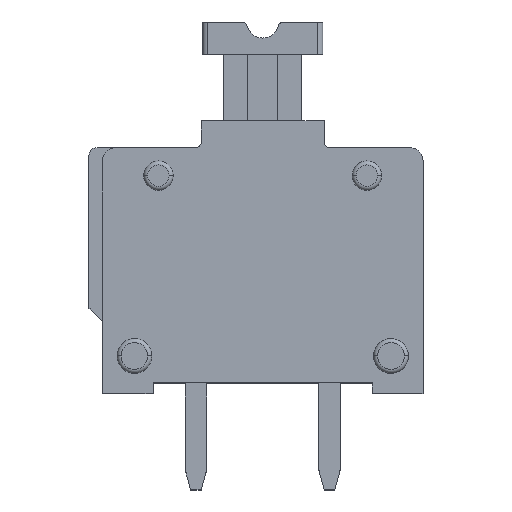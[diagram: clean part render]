
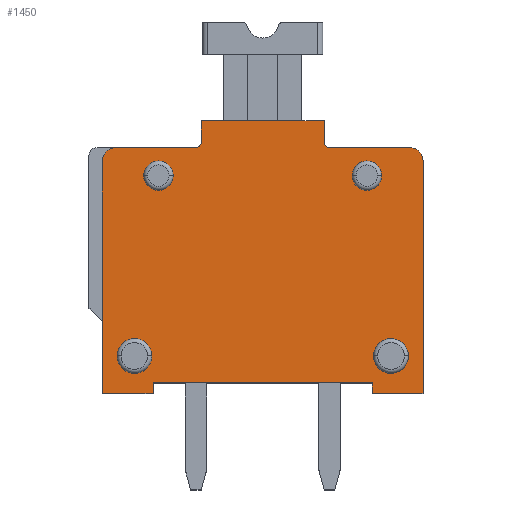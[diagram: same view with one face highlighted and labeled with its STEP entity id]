
A CAD part, top view. The second image highlights one B-rep face of the part: STEP entity #1450.
In plain terms, the highlighted planar face has unit normal (0, 0, 1).
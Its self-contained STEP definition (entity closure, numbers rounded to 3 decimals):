
#1450=ADVANCED_FACE('',(#2957,#2958,#2959,#2960,#2961),#2962,.T.);
#2957=FACE_OUTER_BOUND('',#4502,.T.);
#2958=FACE_BOUND('',#4503,.T.);
#2959=FACE_BOUND('',#4504,.T.);
#2960=FACE_BOUND('',#4505,.T.);
#2961=FACE_BOUND('',#4506,.T.);
#2962=PLANE('',#4507);
#4502=EDGE_LOOP('',(#8996,#8997,#8998,#8999,#9000,#9001,#9002,#9003,#9004,#9005,#9006,#9007,#9008,#9009,#9010,#9011));
#4503=EDGE_LOOP('',(#9012,#9013));
#4504=EDGE_LOOP('',(#9014,#9015));
#4505=EDGE_LOOP('',(#9016,#9017));
#4506=EDGE_LOOP('',(#9018,#9019));
#4507=AXIS2_PLACEMENT_3D('',#9020,#9021,#9022);
#8996=ORIENTED_EDGE('',*,*,#10989,.T.);
#8997=ORIENTED_EDGE('',*,*,#10997,.T.);
#8998=ORIENTED_EDGE('',*,*,#11095,.F.);
#8999=ORIENTED_EDGE('',*,*,#10951,.F.);
#9000=ORIENTED_EDGE('',*,*,#11067,.F.);
#9001=ORIENTED_EDGE('',*,*,#11022,.T.);
#9002=ORIENTED_EDGE('',*,*,#11136,.F.);
#9003=ORIENTED_EDGE('',*,*,#11137,.F.);
#9004=ORIENTED_EDGE('',*,*,#11138,.T.);
#9005=ORIENTED_EDGE('',*,*,#11092,.T.);
#9006=ORIENTED_EDGE('',*,*,#11139,.T.);
#9007=ORIENTED_EDGE('',*,*,#11140,.T.);
#9008=ORIENTED_EDGE('',*,*,#11141,.T.);
#9009=ORIENTED_EDGE('',*,*,#11142,.F.);
#9010=ORIENTED_EDGE('',*,*,#11143,.T.);
#9011=ORIENTED_EDGE('',*,*,#11069,.F.);
#9012=ORIENTED_EDGE('',*,*,#11055,.F.);
#9013=ORIENTED_EDGE('',*,*,#10918,.F.);
#9014=ORIENTED_EDGE('',*,*,#11017,.F.);
#9015=ORIENTED_EDGE('',*,*,#10933,.F.);
#9016=ORIENTED_EDGE('',*,*,#11144,.F.);
#9017=ORIENTED_EDGE('',*,*,#10897,.F.);
#9018=ORIENTED_EDGE('',*,*,#11019,.F.);
#9019=ORIENTED_EDGE('',*,*,#10928,.F.);
#9020=CARTESIAN_POINT('',(5.954,7.756,11.16));
#9021=DIRECTION('',(0.0,0.0,1.0));
#9022=DIRECTION('',(1.0,0.0,0.0));
#10897=EDGE_CURVE('',#13513,#13509,#13515,.T.);
#10918=EDGE_CURVE('',#13549,#13545,#13551,.T.);
#10928=EDGE_CURVE('',#13563,#13560,#13565,.T.);
#10933=EDGE_CURVE('',#13570,#13567,#13572,.T.);
#10951=EDGE_CURVE('',#13600,#13596,#13602,.T.);
#10989=EDGE_CURVE('',#13664,#13670,#13672,.T.);
#10997=EDGE_CURVE('',#13670,#13683,#13685,.T.);
#11017=EDGE_CURVE('',#13567,#13570,#13714,.T.);
#11019=EDGE_CURVE('',#13560,#13563,#13716,.T.);
#11022=EDGE_CURVE('',#13720,#13718,#13721,.T.);
#11055=EDGE_CURVE('',#13545,#13549,#13772,.T.);
#11067=EDGE_CURVE('',#13720,#13600,#13792,.T.);
#11069=EDGE_CURVE('',#13664,#13794,#13795,.T.);
#11092=EDGE_CURVE('',#13827,#13825,#13828,.T.);
#11095=EDGE_CURVE('',#13596,#13683,#13831,.T.);
#11136=EDGE_CURVE('',#13887,#13718,#13888,.T.);
#11137=EDGE_CURVE('',#13889,#13887,#13890,.T.);
#11138=EDGE_CURVE('',#13889,#13827,#13891,.T.);
#11139=EDGE_CURVE('',#13825,#13892,#13893,.T.);
#11140=EDGE_CURVE('',#13892,#13894,#13895,.T.);
#11141=EDGE_CURVE('',#13894,#13896,#13897,.T.);
#11142=EDGE_CURVE('',#13898,#13896,#13899,.T.);
#11143=EDGE_CURVE('',#13898,#13794,#13900,.T.);
#11144=EDGE_CURVE('',#13509,#13513,#13901,.T.);
#13509=VERTEX_POINT('',#17362);
#13513=VERTEX_POINT('',#17367);
#13515=CIRCLE('',#17370,0.65);
#13545=VERTEX_POINT('',#17402);
#13549=VERTEX_POINT('',#17407);
#13551=CIRCLE('',#17410,0.65);
#13560=VERTEX_POINT('',#17419);
#13563=VERTEX_POINT('',#17423);
#13565=CIRCLE('',#17426,0.55);
#13567=VERTEX_POINT('',#17428);
#13570=VERTEX_POINT('',#17432);
#13572=CIRCLE('',#17435,0.55);
#13596=VERTEX_POINT('',#17469);
#13600=VERTEX_POINT('',#17475);
#13602=LINE('',#17478,#17479);
#13664=VERTEX_POINT('',#17566);
#13670=VERTEX_POINT('',#17575);
#13672=LINE('',#17578,#17579);
#13683=VERTEX_POINT('',#17594);
#13685=LINE('',#17597,#17598);
#13714=CIRCLE('',#17637,0.55);
#13716=CIRCLE('',#17639,0.55);
#13718=VERTEX_POINT('',#17641);
#13720=VERTEX_POINT('',#17644);
#13721=LINE('',#17645,#17646);
#13772=CIRCLE('',#17719,0.65);
#13792=LINE('',#17745,#17746);
#13794=VERTEX_POINT('',#17748);
#13795=CIRCLE('',#17749,0.5);
#13825=VERTEX_POINT('',#17788);
#13827=VERTEX_POINT('',#17791);
#13828=CIRCLE('',#17792,0.2);
#13831=LINE('',#17796,#17797);
#13887=VERTEX_POINT('',#17878);
#13888=LINE('',#17879,#17880);
#13889=VERTEX_POINT('',#17881);
#13890=CIRCLE('',#17882,0.5);
#13891=LINE('',#17883,#17884);
#13892=VERTEX_POINT('',#17885);
#13893=LINE('',#17886,#17887);
#13894=VERTEX_POINT('',#17888);
#13895=LINE('',#17889,#17890);
#13896=VERTEX_POINT('',#17891);
#13897=LINE('',#17892,#17893);
#13898=VERTEX_POINT('',#17894);
#13899=CIRCLE('',#17895,0.2);
#13900=LINE('',#17896,#17897);
#13901=CIRCLE('',#17898,0.65);
#17362=CARTESIAN_POINT('',(1.85,1.4,11.16));
#17367=CARTESIAN_POINT('',(0.55,1.4,11.16));
#17370=AXIS2_PLACEMENT_3D('',#19383,#19384,#19385);
#17402=CARTESIAN_POINT('',(11.45,1.4,11.16));
#17407=CARTESIAN_POINT('',(10.15,1.4,11.16));
#17410=AXIS2_PLACEMENT_3D('',#19426,#19427,#19428);
#17419=CARTESIAN_POINT('',(2.65,8.15,11.16));
#17423=CARTESIAN_POINT('',(1.55,8.15,11.16));
#17426=AXIS2_PLACEMENT_3D('',#19446,#19447,#19448);
#17428=CARTESIAN_POINT('',(10.45,8.15,11.16));
#17432=CARTESIAN_POINT('',(9.35,8.15,11.16));
#17435=AXIS2_PLACEMENT_3D('',#19454,#19455,#19456);
#17469=CARTESIAN_POINT('',(1.9,0.4,11.16));
#17475=CARTESIAN_POINT('',(10.1,0.4,11.16));
#17478=CARTESIAN_POINT('',(7.771,0.4,11.16));
#17479=VECTOR('',#19470,1000.0);
#17566=CARTESIAN_POINT('',(0.,8.7,11.16));
#17575=CARTESIAN_POINT('',(0.,0.,11.16));
#17578=CARTESIAN_POINT('',(0.,7.285,11.16));
#17579=VECTOR('',#19518,1000.0);
#17594=CARTESIAN_POINT('',(1.9,0.,11.16));
#17597=CARTESIAN_POINT('',(7.771,0.,11.16));
#17598=VECTOR('',#19524,1000.0);
#17637=AXIS2_PLACEMENT_3D('',#19547,#19548,#19549);
#17639=AXIS2_PLACEMENT_3D('',#19550,#19551,#19552);
#17641=CARTESIAN_POINT('',(12.0,0.,11.16));
#17644=CARTESIAN_POINT('',(10.1,0.,11.16));
#17645=CARTESIAN_POINT('',(7.771,0.,11.16));
#17646=VECTOR('',#19554,1000.0);
#17719=AXIS2_PLACEMENT_3D('',#19580,#19581,#19582);
#17745=CARTESIAN_POINT('',(10.1,7.285,11.16));
#17746=VECTOR('',#19595,1000.0);
#17748=CARTESIAN_POINT('',(0.5,9.2,11.16));
#17749=AXIS2_PLACEMENT_3D('',#19596,#19597,#19598);
#17788=CARTESIAN_POINT('',(8.3,9.4,11.16));
#17791=CARTESIAN_POINT('',(8.5,9.2,11.16));
#17792=AXIS2_PLACEMENT_3D('',#19627,#19628,#19629);
#17796=CARTESIAN_POINT('',(1.9,7.285,11.16));
#17797=VECTOR('',#19631,1000.0);
#17878=CARTESIAN_POINT('',(12.0,8.7,11.16));
#17879=CARTESIAN_POINT('',(12.0,7.285,11.16));
#17880=VECTOR('',#19672,1000.0);
#17881=CARTESIAN_POINT('',(11.5,9.2,11.16));
#17882=AXIS2_PLACEMENT_3D('',#19673,#19674,#19675);
#17883=CARTESIAN_POINT('',(7.771,9.2,11.16));
#17884=VECTOR('',#19676,1000.0);
#17885=CARTESIAN_POINT('',(8.3,10.2,11.16));
#17886=CARTESIAN_POINT('',(8.3,7.285,11.16));
#17887=VECTOR('',#19677,1000.0);
#17888=CARTESIAN_POINT('',(3.7,10.2,11.16));
#17889=CARTESIAN_POINT('',(7.771,10.2,11.16));
#17890=VECTOR('',#19678,1000.0);
#17891=CARTESIAN_POINT('',(3.7,9.4,11.16));
#17892=CARTESIAN_POINT('',(3.7,7.285,11.16));
#17893=VECTOR('',#19679,1000.0);
#17894=CARTESIAN_POINT('',(3.5,9.2,11.16));
#17895=AXIS2_PLACEMENT_3D('',#19680,#19681,#19682);
#17896=CARTESIAN_POINT('',(7.771,9.2,11.16));
#17897=VECTOR('',#19683,1000.0);
#17898=AXIS2_PLACEMENT_3D('',#19684,#19685,#19686);
#19383=CARTESIAN_POINT('',(1.2,1.4,11.16));
#19384=DIRECTION('',(0.0,0.0,1.0));
#19385=DIRECTION('',(1.0,0.0,0.0));
#19426=CARTESIAN_POINT('',(10.8,1.4,11.16));
#19427=DIRECTION('',(0.0,0.0,1.0));
#19428=DIRECTION('',(1.0,0.0,0.0));
#19446=CARTESIAN_POINT('',(2.1,8.15,11.16));
#19447=DIRECTION('',(0.0,0.0,1.0));
#19448=DIRECTION('',(1.0,0.0,0.0));
#19454=CARTESIAN_POINT('',(9.9,8.15,11.16));
#19455=DIRECTION('',(0.0,0.0,1.0));
#19456=DIRECTION('',(1.0,0.0,0.0));
#19470=DIRECTION('',(-1.0,0.0,0.0));
#19518=DIRECTION('',(0.0,-1.0,0.0));
#19524=DIRECTION('',(1.0,0.,0.0));
#19547=CARTESIAN_POINT('',(9.9,8.15,11.16));
#19548=DIRECTION('',(0.0,0.0,1.0));
#19549=DIRECTION('',(1.0,0.0,0.0));
#19550=CARTESIAN_POINT('',(2.1,8.15,11.16));
#19551=DIRECTION('',(0.0,0.0,1.0));
#19552=DIRECTION('',(1.0,0.0,0.0));
#19554=DIRECTION('',(1.0,0.,0.0));
#19580=CARTESIAN_POINT('',(10.8,1.4,11.16));
#19581=DIRECTION('',(0.0,0.0,1.0));
#19582=DIRECTION('',(1.0,0.0,0.0));
#19595=DIRECTION('',(0.0,1.0,0.0));
#19596=CARTESIAN_POINT('',(0.5,8.7,11.16));
#19597=DIRECTION('',(0.0,0.0,-1.0));
#19598=DIRECTION('',(-1.0,0.0,0.0));
#19627=CARTESIAN_POINT('',(8.5,9.4,11.16));
#19628=DIRECTION('',(0.,0.0,-1.0));
#19629=DIRECTION('',(-1.0,0.0,0.));
#19631=DIRECTION('',(0.0,-1.0,0.0));
#19672=DIRECTION('',(0.0,-1.0,0.0));
#19673=CARTESIAN_POINT('',(11.5,8.7,11.16));
#19674=DIRECTION('',(0.0,0.0,-1.0));
#19675=DIRECTION('',(-1.0,0.0,0.0));
#19676=DIRECTION('',(-1.0,0.0,0.0));
#19677=DIRECTION('',(0.0,1.0,0.0));
#19678=DIRECTION('',(-1.0,0.0,0.0));
#19679=DIRECTION('',(0.0,-1.0,0.0));
#19680=CARTESIAN_POINT('',(3.5,9.4,11.16));
#19681=DIRECTION('',(0.0,0.0,1.0));
#19682=DIRECTION('',(1.0,0.0,0.0));
#19683=DIRECTION('',(-1.0,0.0,0.0));
#19684=CARTESIAN_POINT('',(1.2,1.4,11.16));
#19685=DIRECTION('',(0.0,0.0,1.0));
#19686=DIRECTION('',(1.0,0.0,0.0));
